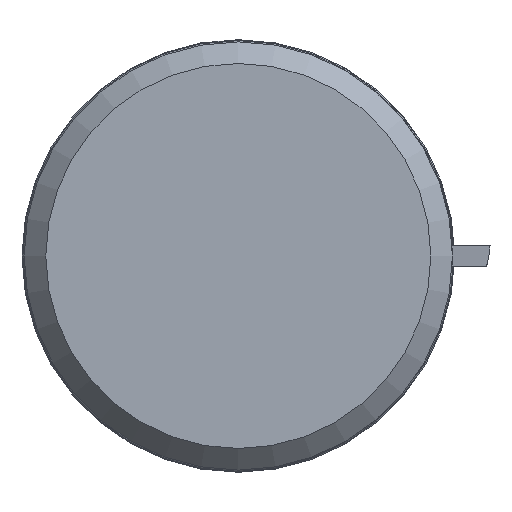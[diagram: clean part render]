
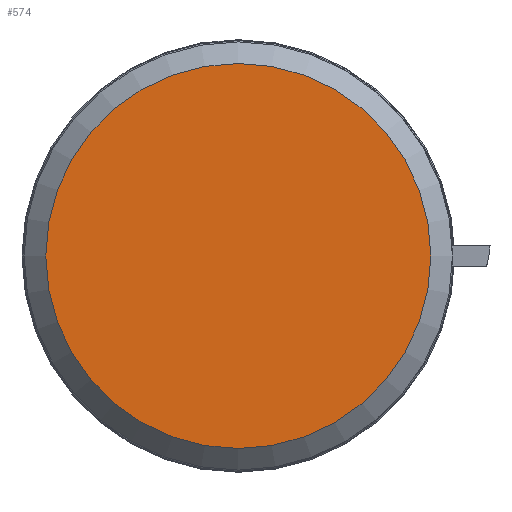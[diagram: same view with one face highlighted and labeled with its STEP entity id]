
A CAD part, left-side view. The second image highlights one B-rep face of the part: STEP entity #574.
In plain terms, the highlighted planar face has unit normal (-1, 0, 0).
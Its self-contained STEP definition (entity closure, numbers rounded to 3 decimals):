
#50=CIRCLE('',#657,8.9);
#97=FACE_OUTER_BOUND('',#131,.T.);
#131=EDGE_LOOP('',(#490));
#263=VERTEX_POINT('',#1041);
#338=EDGE_CURVE('',#263,#263,#50,.T.);
#490=ORIENTED_EDGE('',*,*,#338,.T.);
#510=PLANE('',#658);
#574=ADVANCED_FACE('',(#97),#510,.T.);
#657=AXIS2_PLACEMENT_3D('',#1042,#817,#818);
#658=AXIS2_PLACEMENT_3D('',#1044,#820,#821);
#817=DIRECTION('center_axis',(-1.,0.,0.));
#818=DIRECTION('ref_axis',(0.,0.,1.));
#820=DIRECTION('center_axis',(-1.,0.,0.));
#821=DIRECTION('ref_axis',(0.,0.,1.));
#1041=CARTESIAN_POINT('',(0.,8.9,0.));
#1042=CARTESIAN_POINT('Origin',(0.,0.,0.));
#1044=CARTESIAN_POINT('Origin',(0.,0.,0.));
